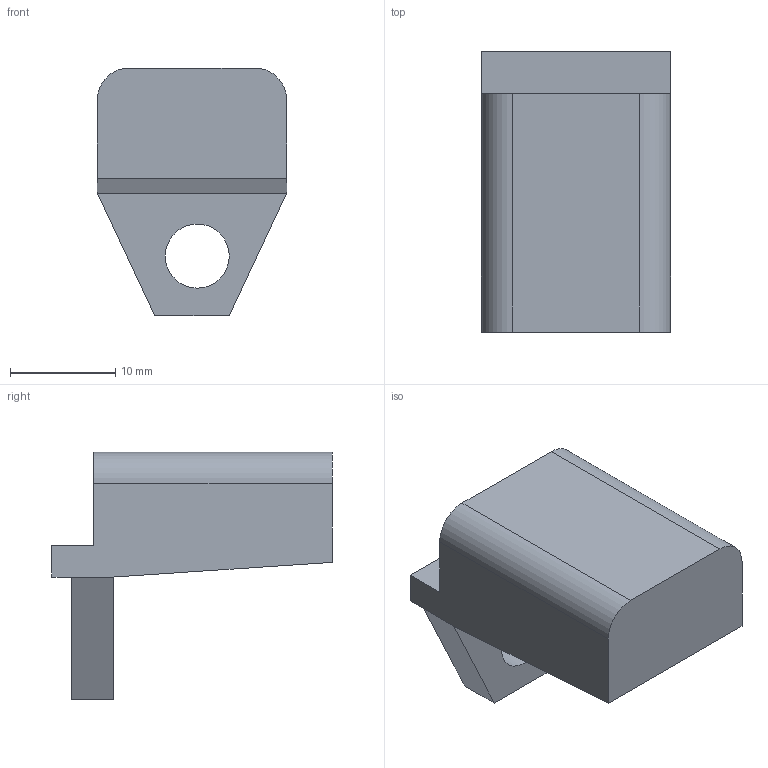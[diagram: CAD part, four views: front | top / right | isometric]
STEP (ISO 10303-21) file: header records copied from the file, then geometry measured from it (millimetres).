
FILE_DESCRIPTION(/* description */ (''),/* implementation_level */ '2;1');
FILE_NAME(/* name */ 'ta 0010 146 0007nxm001-02.stp',/* time_stamp */ '2017-09-05T14:28:32+02:00',/* author */ (''),/* organization */ (''),/* preprocessor_version */ 'ST-DEVELOPER v15',/* originating_system */ 'SIEMENS PLM Software NX 9.0',/* authorisation */ '');
FILE_SCHEMA (('CONFIG_CONTROL_DESIGN'));
Length unit declared in the file: millimetre
Products named in the file (1): ta 0010 146 0007nxm001-02
Bounding box: 18 x 26.7 x 23.6 mm (x, y, z)
Volume: 4905.9 mm3; surface area: 2443.6 mm2
Topology: 1 solids, 1 shells, 132 faces, 316 edges, 210 vertices
Faces by surface type: plane 88, extrusion 38, cylinder 6
Full cylindrical faces by diameter (mm): 2.5 x1, 6.1 x1
Entity records: 4860 total; most frequent: CARTESIAN_POINT 2039, ORIENTED_EDGE 624, DIRECTION 382, EDGE_CURVE 312, B_SPLINE_CURVE_WITH_KNOTS 210, VERTEX_POINT 208, VECTOR 164, EDGE_LOOP 160
